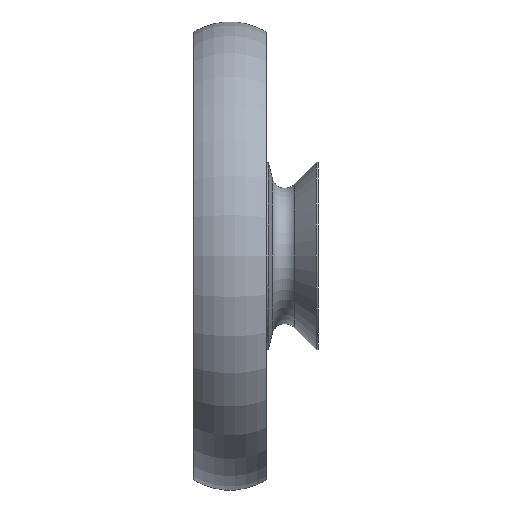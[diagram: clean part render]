
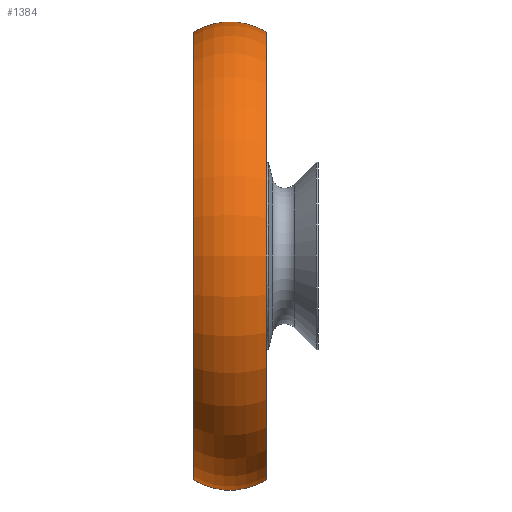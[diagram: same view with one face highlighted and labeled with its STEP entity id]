
A CAD part, front view. The second image highlights one B-rep face of the part: STEP entity #1384.
In plain terms, the highlighted toroidal (fillet/blend) face has major radius 15.875 mm and minor radius 6.625 mm.
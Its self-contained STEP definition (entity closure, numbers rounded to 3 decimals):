
#433=FACE_OUTER_BOUND('',#499,.T.);
#499=EDGE_LOOP('',(#968,#969,#970,#971));
#583=CIRCLE('',#1471,21.5);
#584=CIRCLE('',#1472,6.625);
#585=CIRCLE('',#1473,21.5);
#622=VERTEX_POINT('',#1957);
#623=VERTEX_POINT('',#1959);
#761=EDGE_CURVE('',#622,#622,#583,.T.);
#762=EDGE_CURVE('',#622,#623,#584,.T.);
#763=EDGE_CURVE('',#623,#623,#585,.T.);
#968=ORIENTED_EDGE('',*,*,#761,.T.);
#969=ORIENTED_EDGE('',*,*,#762,.T.);
#970=ORIENTED_EDGE('',*,*,#763,.F.);
#971=ORIENTED_EDGE('',*,*,#762,.F.);
#1382=TOROIDAL_SURFACE('',#1470,15.875,6.625);
#1384=ADVANCED_FACE('',(#433),#1382,.T.);
#1470=AXIS2_PLACEMENT_3D('',#1956,#1577,#1578);
#1471=AXIS2_PLACEMENT_3D('',#1958,#1579,#1580);
#1472=AXIS2_PLACEMENT_3D('',#1960,#1581,#1582);
#1473=AXIS2_PLACEMENT_3D('',#1961,#1583,#1584);
#1577=DIRECTION('center_axis',(1.,0.,0.));
#1578=DIRECTION('ref_axis',(0.,0.,-1.));
#1579=DIRECTION('center_axis',(-1.,0.,0.));
#1580=DIRECTION('ref_axis',(0.,0.,1.));
#1581=DIRECTION('center_axis',(0.,-1.,0.));
#1582=DIRECTION('ref_axis',(0.,0.,1.));
#1583=DIRECTION('center_axis',(-1.,0.,0.));
#1584=DIRECTION('ref_axis',(0.,0.,1.));
#1956=CARTESIAN_POINT('Origin',(-3.5,0.,0.));
#1957=CARTESIAN_POINT('',(0.,0.,21.5));
#1958=CARTESIAN_POINT('Origin',(0.,0.,0.));
#1959=CARTESIAN_POINT('',(-7.,0.,21.5));
#1960=CARTESIAN_POINT('Origin',(-3.5,0.,15.875));
#1961=CARTESIAN_POINT('Origin',(-7.,0.,0.));
